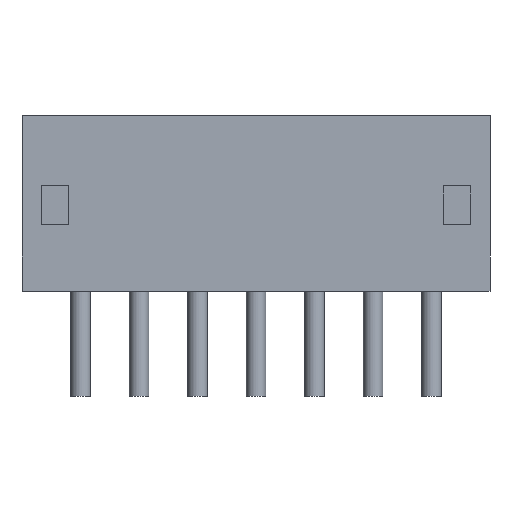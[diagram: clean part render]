
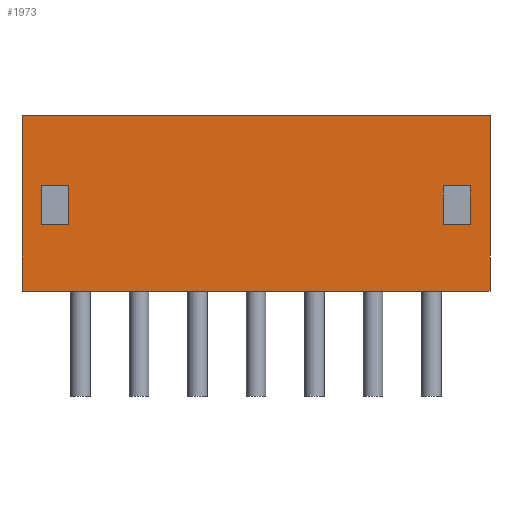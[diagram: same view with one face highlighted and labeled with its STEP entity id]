
A CAD part, front view. The second image highlights one B-rep face of the part: STEP entity #1973.
In plain terms, the highlighted planar face has unit normal (0, -1, 0).
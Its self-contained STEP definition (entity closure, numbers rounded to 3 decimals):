
#1399=CARTESIAN_POINT('',(-5.5,-1.3,2.7));
#1400=VERTEX_POINT('',#1399);
#1407=CARTESIAN_POINT('',(-5.5,-1.3,1.7));
#1408=VERTEX_POINT('',#1407);
#1409=CARTESIAN_POINT('',(-5.5,-1.3,2.7));
#1410=DIRECTION('',(0.0,0.0,-1.0));
#1411=VECTOR('',#1410,1.0);
#1412=LINE('',#1409,#1411);
#1413=EDGE_CURVE('',#1400,#1408,#1412,.T.);
#1636=CARTESIAN_POINT('',(5.5,-1.3,1.7));
#1637=VERTEX_POINT('',#1636);
#1644=CARTESIAN_POINT('',(5.5,-1.3,2.7));
#1645=VERTEX_POINT('',#1644);
#1646=CARTESIAN_POINT('',(5.5,-1.3,1.7));
#1647=DIRECTION('',(0.0,0.0,1.0));
#1648=VECTOR('',#1647,1.0);
#1649=LINE('',#1646,#1648);
#1650=EDGE_CURVE('',#1637,#1645,#1649,.T.);
#1722=CARTESIAN_POINT('',(-4.8,-1.3,1.7));
#1723=VERTEX_POINT('',#1722);
#1724=CARTESIAN_POINT('',(-5.5,-1.3,1.7));
#1725=DIRECTION('',(1.0,0.0,0.0));
#1726=VECTOR('',#1725,0.7);
#1727=LINE('',#1724,#1726);
#1728=EDGE_CURVE('',#1408,#1723,#1727,.T.);
#1745=CARTESIAN_POINT('',(-4.8,-1.3,2.7));
#1746=VERTEX_POINT('',#1745);
#1753=CARTESIAN_POINT('',(-4.8,-1.3,2.7));
#1754=DIRECTION('',(-1.0,0.0,0.0));
#1755=VECTOR('',#1754,0.7);
#1756=LINE('',#1753,#1755);
#1757=EDGE_CURVE('',#1746,#1400,#1756,.T.);
#1813=CARTESIAN_POINT('',(6.,-1.3,4.5));
#1814=VERTEX_POINT('',#1813);
#1831=CARTESIAN_POINT('',(-6.,-1.3,4.5));
#1832=VERTEX_POINT('',#1831);
#1839=CARTESIAN_POINT('',(6.,-1.3,4.5));
#1840=DIRECTION('',(-1.0,0.0,0.0));
#1841=VECTOR('',#1840,12.0);
#1842=LINE('',#1839,#1841);
#1843=EDGE_CURVE('',#1814,#1832,#1842,.T.);
#1907=CARTESIAN_POINT('',(6.6,-1.3,-0.225));
#1908=DIRECTION('',(0.0,1.0,0.0));
#1909=DIRECTION('',(-1.0,0.0,0.0));
#1910=AXIS2_PLACEMENT_3D('',#1907,#1908,#1909);
#1911=PLANE('',#1910);
#1912=CARTESIAN_POINT('',(-6.0,-1.3,0.));
#1913=VERTEX_POINT('',#1912);
#1914=CARTESIAN_POINT('',(-6.,-1.3,4.5));
#1915=DIRECTION('',(0.0,0.0,-1.0));
#1916=VECTOR('',#1915,4.5);
#1917=LINE('',#1914,#1916);
#1918=EDGE_CURVE('',#1832,#1913,#1917,.T.);
#1919=ORIENTED_EDGE('',*,*,#1918,.T.);
#1920=CARTESIAN_POINT('',(6.0,-1.3,0.));
#1921=VERTEX_POINT('',#1920);
#1922=CARTESIAN_POINT('',(6.0,-1.3,0.));
#1923=DIRECTION('',(-1.0,0.0,0.0));
#1924=VECTOR('',#1923,12.0);
#1925=LINE('',#1922,#1924);
#1926=EDGE_CURVE('',#1921,#1913,#1925,.T.);
#1927=ORIENTED_EDGE('',*,*,#1926,.F.);
#1928=CARTESIAN_POINT('',(6.,-1.3,4.5));
#1929=DIRECTION('',(0.0,0.0,-1.0));
#1930=VECTOR('',#1929,4.5);
#1931=LINE('',#1928,#1930);
#1932=EDGE_CURVE('',#1814,#1921,#1931,.T.);
#1933=ORIENTED_EDGE('',*,*,#1932,.F.);
#1934=ORIENTED_EDGE('',*,*,#1843,.T.);
#1935=EDGE_LOOP('',(#1919,#1927,#1933,#1934));
#1936=FACE_OUTER_BOUND('',#1935,.T.);
#1937=CARTESIAN_POINT('',(-4.8,-1.3,1.7));
#1938=DIRECTION('',(0.0,0.0,1.0));
#1939=VECTOR('',#1938,1.);
#1940=LINE('',#1937,#1939);
#1941=EDGE_CURVE('',#1723,#1746,#1940,.T.);
#1942=ORIENTED_EDGE('',*,*,#1941,.F.);
#1943=ORIENTED_EDGE('',*,*,#1728,.F.);
#1944=ORIENTED_EDGE('',*,*,#1413,.F.);
#1945=ORIENTED_EDGE('',*,*,#1757,.F.);
#1946=EDGE_LOOP('',(#1942,#1943,#1944,#1945));
#1947=FACE_BOUND('',#1946,.T.);
#1948=CARTESIAN_POINT('',(4.8,-1.3,2.7));
#1949=VERTEX_POINT('',#1948);
#1950=CARTESIAN_POINT('',(4.8,-1.3,1.7));
#1951=VERTEX_POINT('',#1950);
#1952=CARTESIAN_POINT('',(4.8,-1.3,2.7));
#1953=DIRECTION('',(0.0,0.0,-1.0));
#1954=VECTOR('',#1953,1.0);
#1955=LINE('',#1952,#1954);
#1956=EDGE_CURVE('',#1949,#1951,#1955,.T.);
#1957=ORIENTED_EDGE('',*,*,#1956,.F.);
#1958=CARTESIAN_POINT('',(5.5,-1.3,2.7));
#1959=DIRECTION('',(-1.0,0.0,0.0));
#1960=VECTOR('',#1959,0.7);
#1961=LINE('',#1958,#1960);
#1962=EDGE_CURVE('',#1645,#1949,#1961,.T.);
#1963=ORIENTED_EDGE('',*,*,#1962,.F.);
#1964=ORIENTED_EDGE('',*,*,#1650,.F.);
#1965=CARTESIAN_POINT('',(4.8,-1.3,1.7));
#1966=DIRECTION('',(1.0,0.0,0.0));
#1967=VECTOR('',#1966,0.7);
#1968=LINE('',#1965,#1967);
#1969=EDGE_CURVE('',#1951,#1637,#1968,.T.);
#1970=ORIENTED_EDGE('',*,*,#1969,.F.);
#1971=EDGE_LOOP('',(#1957,#1963,#1964,#1970));
#1972=FACE_BOUND('',#1971,.T.);
#1973=ADVANCED_FACE('',(#1936,#1947,#1972),#1911,.F.);
